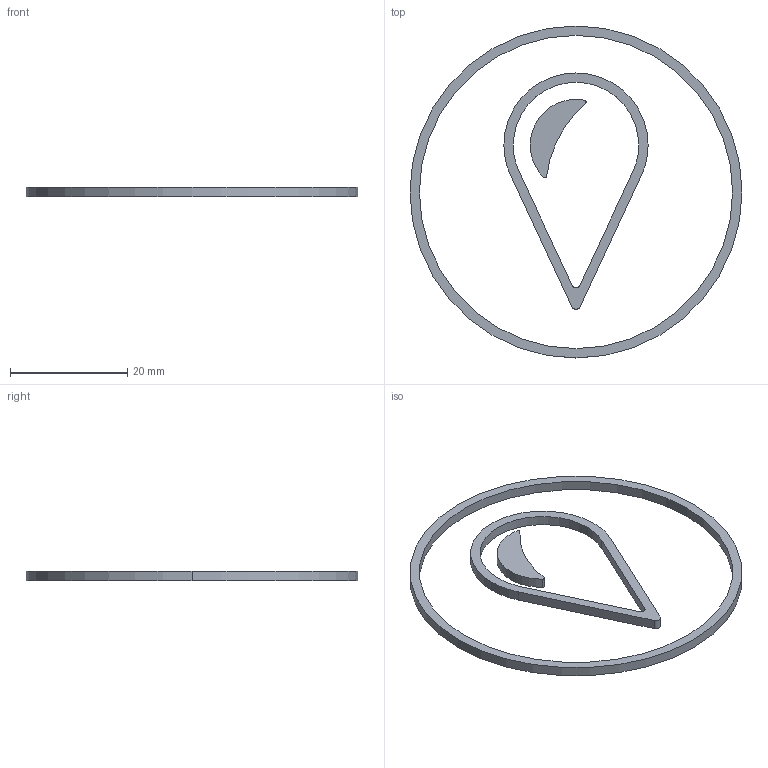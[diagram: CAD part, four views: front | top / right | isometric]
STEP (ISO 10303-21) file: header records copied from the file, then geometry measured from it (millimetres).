
FILE_DESCRIPTION (( 'STEP AP203' ), '1' );
FILE_NAME ('Filling_Cap_Symbol.STEP', '2020-11-29T12:40:37', ( '' ), ( '' ), '', '', '' );
FILE_SCHEMA (( 'CONFIG_CONTROL_DESIGN' ));
Length unit declared in the file: millimetre
Products named in the file (1): Filling_Cap_Symbol
Bounding box: 56.6 x 56.6 x 1.7 mm (x, y, z)
Volume: 820.7 mm3; surface area: 1933.1 mm2
Topology: 3 solids, 3 shells, 28 faces, 66 edges, 44 vertices
Faces by surface type: cylinder 18, plane 10
Entity records: 907 total; most frequent: DIRECTION 160, CARTESIAN_POINT 139, ORIENTED_EDGE 132, EDGE_CURVE 66, AXIS2_PLACEMENT_3D 65, VERTEX_POINT 44, CIRCLE 36, EDGE_LOOP 32
